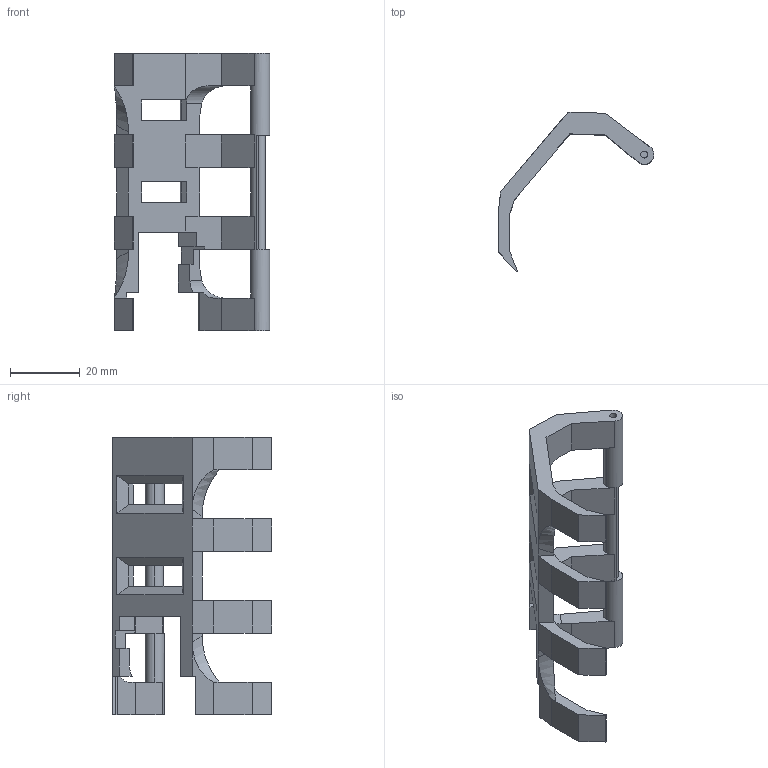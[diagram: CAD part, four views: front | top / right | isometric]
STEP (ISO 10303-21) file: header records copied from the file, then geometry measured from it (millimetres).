
FILE_DESCRIPTION (( 'STEP AP203' ), '1' );
FILE_NAME ('21.) Claw 2.1.STEP', '2023-09-26T15:47:13', ( '' ), ( '' ), 'SwSTEP 2.0', 'SolidWorks 2023', '' );
FILE_SCHEMA (( 'CONFIG_CONTROL_DESIGN' ));
Length unit declared in the file: millimetre
Products named in the file (1): 21.) Claw 2.1
Bounding box: 44.55 x 45.59 x 79.4 mm (x, y, z)
Volume: 14276.5 mm3; surface area: 10159 mm2
Topology: 1 solids, 1 shells, 122 faces, 352 edges, 229 vertices
Faces by surface type: plane 102, cylinder 16, bspline 4
Entity records: 4229 total; most frequent: CARTESIAN_POINT 952, ORIENTED_EDGE 704, DIRECTION 614, EDGE_CURVE 352, LINE 290, VECTOR 290, VERTEX_POINT 229, AXIS2_PLACEMENT_3D 162
